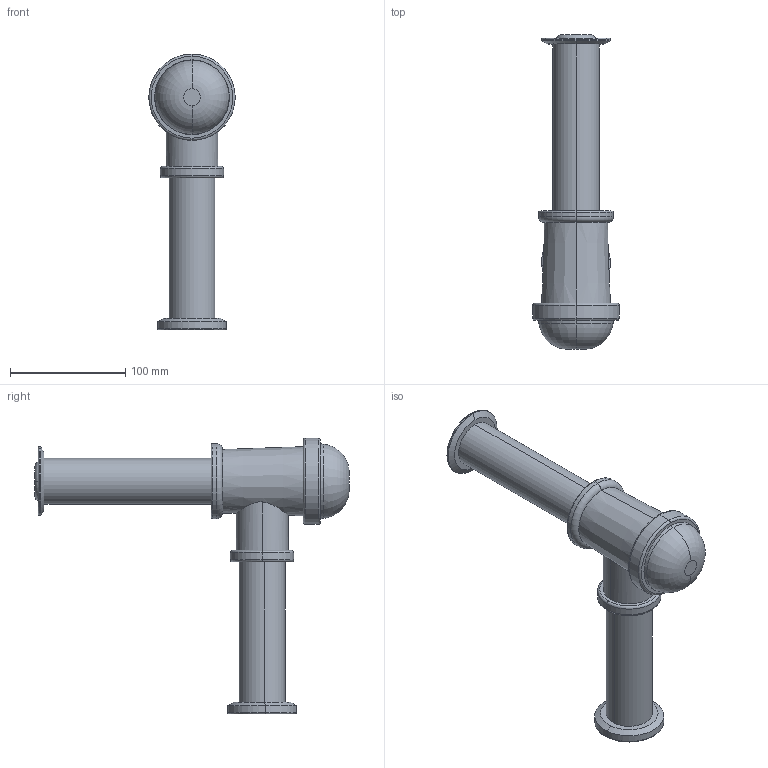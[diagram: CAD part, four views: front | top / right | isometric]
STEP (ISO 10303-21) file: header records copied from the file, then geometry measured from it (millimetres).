
FILE_DESCRIPTION (( 'STEP AP214' ), '1' );
FILE_NAME ('SINK DRAIN STEP.STEP', '2019-06-04T17:03:55', ( '' ), ( '' ), 'SwSTEP 2.0', 'SolidWorks 2017', '' );
FILE_SCHEMA (( 'AUTOMOTIVE_DESIGN' ));
Length unit declared in the file: millimetre
Products named in the file (5): CANASTA LAVABO_predeterminado; CONTRA LAVABO_predeterminado; SINK DRAIN STEP; DESAGUE LAVABO_predeterminado; Pieza1^2ASS_CESPOL CANASTA_predeterminado
Assembly tree (4 placements, depth 2):
  SINK DRAIN STEP
    CONTRA LAVABO_predeterminado
    CANASTA LAVABO_predeterminado
    DESAGUE LAVABO_predeterminado
    Pieza1^2ASS_CESPOL CANASTA_predeterminado
Bounding box: 75 x 273 x 239.5 mm (x, y, z)
Volume: 179763.5 mm3; surface area: 163278.3 mm2
Topology: 6 solids, 6 shells, 95 faces, 192 edges, 118 vertices
Faces by surface type: cylinder 36, torus 24, plane 23, cone 12
Entity records: 2992 total; most frequent: CARTESIAN_POINT 668, DIRECTION 522, ORIENTED_EDGE 384, AXIS2_PLACEMENT_3D 236, EDGE_CURVE 192, CIRCLE 134, VERTEX_POINT 118, EDGE_LOOP 112
